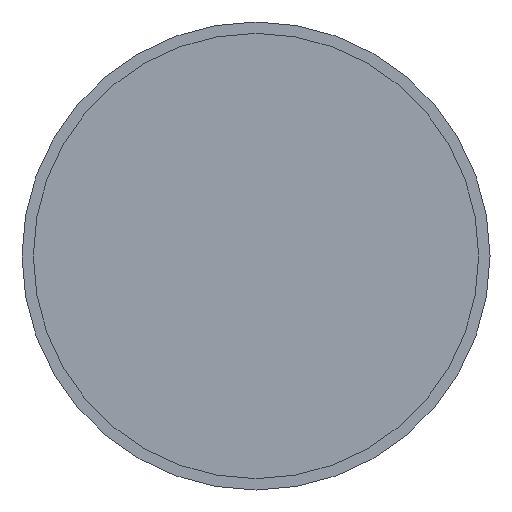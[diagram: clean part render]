
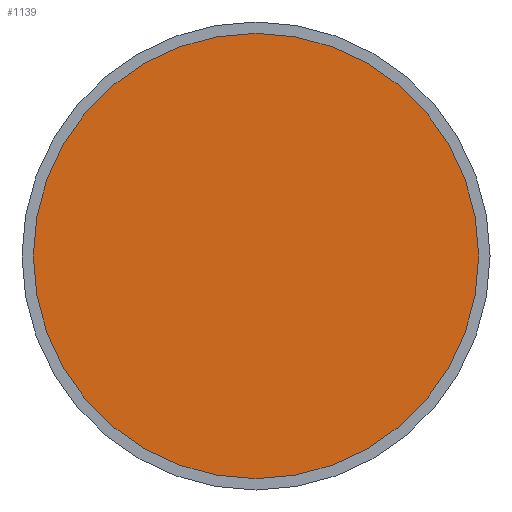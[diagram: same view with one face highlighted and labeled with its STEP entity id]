
A CAD part, front view. The second image highlights one B-rep face of the part: STEP entity #1139.
In plain terms, the highlighted planar face has unit normal (0, -1, 0).
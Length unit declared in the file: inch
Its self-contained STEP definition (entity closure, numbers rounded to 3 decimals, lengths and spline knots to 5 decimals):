
#585=CARTESIAN_POINT('',(1.25293,0.43554,0.));
#586=DIRECTION('',(0.,-1.,0.));
#587=DIRECTION('',(0.,0.,-1.));
#588=AXIS2_PLACEMENT_3D('',#585,#586,#587);
#593=CARTESIAN_POINT('',(1.25293,0.43554,0.));
#594=DIRECTION('',(0.,-1.,0.));
#595=DIRECTION('',(0.,0.,1.));
#596=AXIS2_PLACEMENT_3D('',#593,#594,#595);
#672=CARTESIAN_POINT('',(1.25293,0.43554,
-0.24264));
#673=CARTESIAN_POINT('',(1.25293,0.43554,0.24264));
#674=VERTEX_POINT('',#672);
#675=VERTEX_POINT('',#673);
#1129=CARTESIAN_POINT('',(1.25293,0.43554,0.));
#1130=DIRECTION('',(0.,1.,0.));
#1131=DIRECTION('',(0.,0.,1.));
#1132=AXIS2_PLACEMENT_3D('',#1129,#1130,#1131);
#1133=PLANE('',#1132);
#1134=ORIENTED_EDGE('',*,*,#1119,.F.);
#1136=ORIENTED_EDGE('',*,*,#1135,.F.);
#1137=EDGE_LOOP('',(#1134,#1136));
#1138=FACE_OUTER_BOUND('',#1137,.F.);
#589=CIRCLE('',#588,0.24264);
#597=CIRCLE('',#596,0.24264);
#1119=EDGE_CURVE('',#674,#675,#589,.T.);
#1135=EDGE_CURVE('',#675,#674,#597,.T.);
#1139=ADVANCED_FACE('',(#1138),#1133,.F.);
